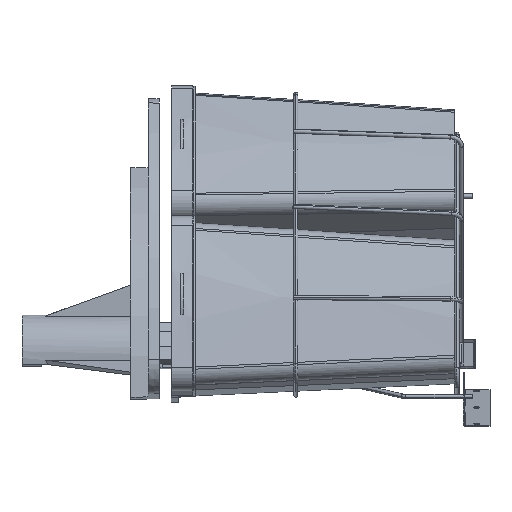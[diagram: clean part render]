
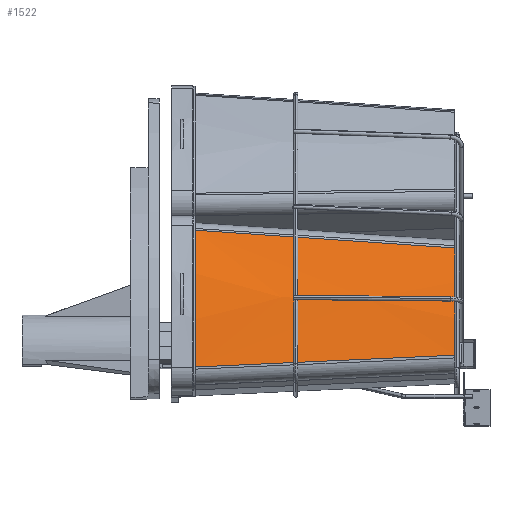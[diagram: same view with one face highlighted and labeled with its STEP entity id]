
A CAD part, left-side view. The second image highlights one B-rep face of the part: STEP entity #1522.
In plain terms, the highlighted conical face has half-angle 2.5 degrees and reference radius 415.812 mm.
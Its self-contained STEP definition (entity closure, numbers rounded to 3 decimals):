
#1522=ADVANCED_FACE('',(#3154),#3155,.T.);
#3154=FACE_OUTER_BOUND('',#4869,.T.);
#3155=CONICAL_SURFACE('',#4870,415.812,0.044);
#4869=EDGE_LOOP('',(#10415,#10416,#10417,#10418));
#4870=AXIS2_PLACEMENT_3D('',#10419,#10420,#10421);
#10415=ORIENTED_EDGE('',*,*,#13624,.T.);
#10416=ORIENTED_EDGE('',*,*,#13628,.T.);
#10417=ORIENTED_EDGE('',*,*,#13607,.T.);
#10418=ORIENTED_EDGE('',*,*,#13473,.F.);
#10419=CARTESIAN_POINT('',(101.577,316.8,-78.081));
#10420=DIRECTION('',(0.,1.0,0.));
#10421=DIRECTION('',(-0.345,0.,-0.938));
#13473=EDGE_CURVE('',#16470,#16472,#16473,.T.);
#13607=EDGE_CURVE('',#16707,#16472,#16708,.T.);
#13624=EDGE_CURVE('',#16470,#16730,#16732,.T.);
#13628=EDGE_CURVE('',#16730,#16707,#16736,.T.);
#16470=VERTEX_POINT('',#21168);
#16472=VERTEX_POINT('',#21188);
#16473=B_SPLINE_CURVE_WITH_KNOTS('',3,(#21189,#21190,#21191,#21192,#21193,#21194),.UNSPECIFIED.,.F.,.F.,(4,1,1,4),(0.0,97.013,194.846,293.499),.UNSPECIFIED.);
#16707=VERTEX_POINT('',#21924);
#16708=CIRCLE('',#21925,415.812);
#16730=VERTEX_POINT('',#21974);
#16732=CIRCLE('',#21994,403.028);
#16736=B_SPLINE_CURVE_WITH_KNOTS('',3,(#22022,#22023,#22024,#22025,#22026,#22027),.UNSPECIFIED.,.F.,.F.,(4,1,1,4),(0.0,95.96,193.793,293.499),.UNSPECIFIED.);
#21168=CARTESIAN_POINT('',(-294.052,24.,-1.211));
#21188=CARTESIAN_POINT('',(-309.343,316.8,-14.484));
#21189=CARTESIAN_POINT('',(-294.052,24.,-1.211));
#21190=CARTESIAN_POINT('',(-295.771,56.259,-2.675));
#21191=CARTESIAN_POINT('',(-299.201,121.05,-5.615));
#21192=CARTESIAN_POINT('',(-304.297,218.65,-10.04));
#21193=CARTESIAN_POINT('',(-307.664,283.992,-12.999));
#21194=CARTESIAN_POINT('',(-309.343,316.8,-14.484));
#21924=CARTESIAN_POINT('',(-252.519,316.8,139.899));
#21925=AXIS2_PLACEMENT_3D('',#26618,#26619,#26620);
#21974=CARTESIAN_POINT('',(-249.483,24.,119.881));
#21994=AXIS2_PLACEMENT_3D('',#26643,#26644,#26645);
#22022=CARTESIAN_POINT('',(-249.482,24.,119.881));
#22023=CARTESIAN_POINT('',(-249.838,55.908,122.086));
#22024=CARTESIAN_POINT('',(-250.54,120.35,126.524));
#22025=CARTESIAN_POINT('',(-251.552,217.95,133.197));
#22026=CARTESIAN_POINT('',(-252.2,283.642,137.656));
#22027=CARTESIAN_POINT('',(-252.519,316.8,139.899));
#26618=CARTESIAN_POINT('',(101.577,316.8,-78.081));
#26619=DIRECTION('',(0.0,-1.0,0.0));
#26620=DIRECTION('',(-0.852,0.0,0.524));
#26643=CARTESIAN_POINT('',(101.577,24.,-78.081));
#26644=DIRECTION('',(0.0,1.0,0.0));
#26645=DIRECTION('',(-0.982,0.0,0.191));
